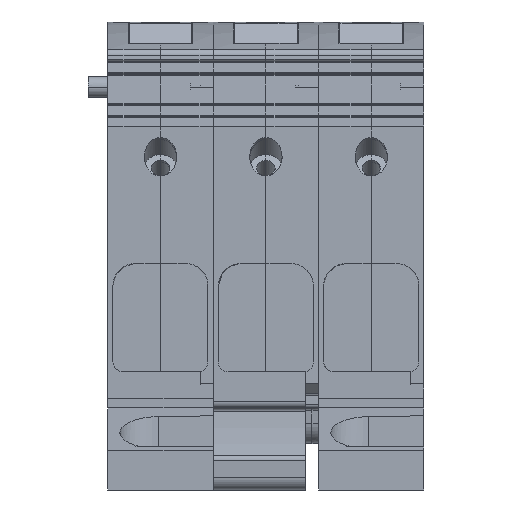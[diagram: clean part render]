
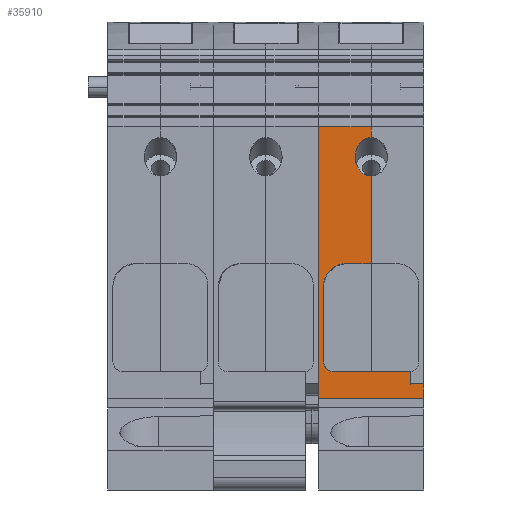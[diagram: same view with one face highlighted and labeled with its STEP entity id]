
A CAD part, front view. The second image highlights one B-rep face of the part: STEP entity #35910.
In plain terms, the highlighted planar face has unit normal (0, -1, 0).
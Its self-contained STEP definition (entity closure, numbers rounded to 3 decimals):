
#34348=AXIS2_PLACEMENT_3D('Plane Axis2P3D',#34345,#34346,#34347) ;
#35793=AXIS2_PLACEMENT_3D('Circle Axis2P3D',#35791,#35792,$) ;
#35800=AXIS2_PLACEMENT_3D('Circle Axis2P3D',#35798,#35799,$) ;
#34345=CARTESIAN_POINT('Axis2P3D Location',(35.,17.,13.45)) ;
#34354=CARTESIAN_POINT('Vertex',(35.,17.,13.95)) ;
#34361=CARTESIAN_POINT('Vertex',(51.,17.,13.95)) ;
#34364=CARTESIAN_POINT('Line Origine',(43.,17.,13.95)) ;
#34525=CARTESIAN_POINT('Vertex',(51.,17.,16.1)) ;
#34528=CARTESIAN_POINT('Line Origine',(51.,17.,15.025)) ;
#35238=CARTESIAN_POINT('Line Origine',(35.,17.,34.558)) ;
#35242=CARTESIAN_POINT('Vertex',(35.,17.,55.165)) ;
#35770=CARTESIAN_POINT('Line Origine',(50.,17.,16.1)) ;
#35774=CARTESIAN_POINT('Vertex',(49.,17.,16.1)) ;
#35777=CARTESIAN_POINT('Line Origine',(49.,17.,17.025)) ;
#35781=CARTESIAN_POINT('Vertex',(49.,17.,17.95)) ;
#35784=CARTESIAN_POINT('Line Origine',(43.148,17.,17.95)) ;
#35788=CARTESIAN_POINT('Vertex',(37.295,17.,17.95)) ;
#35791=CARTESIAN_POINT('Axis2P3D Location',(37.295,17.,19.46)) ;
#35795=CARTESIAN_POINT('Vertex',(36.23,17.,18.39)) ;
#35798=CARTESIAN_POINT('Axis2P3D Location',(37.284,17.,19.451)) ;
#35802=CARTESIAN_POINT('Vertex',(35.788,17.,19.45)) ;
#35805=CARTESIAN_POINT('Line Origine',(35.788,17.,25.24)) ;
#35809=CARTESIAN_POINT('Vertex',(35.788,17.,31.03)) ;
#35813=CARTESIAN_POINT('Control Point',(35.788,17.,31.03)) ;
#35814=CARTESIAN_POINT('Control Point',(35.788,17.,31.384)) ;
#35815=CARTESIAN_POINT('Control Point',(35.837,17.,31.738)) ;
#35816=CARTESIAN_POINT('Control Point',(35.933,17.,32.084)) ;
#35817=CARTESIAN_POINT('Control Point',(36.218,17.,32.746)) ;
#35818=CARTESIAN_POINT('Control Point',(36.665,17.,33.313)) ;
#35819=CARTESIAN_POINT('Control Point',(36.927,17.,33.567)) ;
#35820=CARTESIAN_POINT('Control Point',(37.363,17.,33.891)) ;
#35821=CARTESIAN_POINT('Control Point',(37.851,17.,34.12)) ;
#35822=CARTESIAN_POINT('Control Point',(38.017,17.,34.184)) ;
#35823=CARTESIAN_POINT('Control Point',(38.326,17.,34.282)) ;
#35824=CARTESIAN_POINT('Control Point',(38.646,17.,34.34)) ;
#35825=CARTESIAN_POINT('Control Point',(38.792,17.,34.358)) ;
#35826=CARTESIAN_POINT('Control Point',(38.939,17.,34.367)) ;
#35827=CARTESIAN_POINT('Control Point',(39.085,17.,34.368)) ;
#35828=CARTESIAN_POINT('Vertex',(39.085,17.,34.368)) ;
#35831=CARTESIAN_POINT('Line Origine',(41.043,17.,34.368)) ;
#35835=CARTESIAN_POINT('Vertex',(43.,17.,34.368)) ;
#35838=CARTESIAN_POINT('Line Origine',(43.,17.,41.015)) ;
#35842=CARTESIAN_POINT('Vertex',(43.,17.,47.663)) ;
#35846=CARTESIAN_POINT('Control Point',(43.,17.,47.663)) ;
#35847=CARTESIAN_POINT('Control Point',(42.787,17.,47.663)) ;
#35848=CARTESIAN_POINT('Control Point',(42.574,17.,47.691)) ;
#35849=CARTESIAN_POINT('Control Point',(42.366,17.,47.746)) ;
#35850=CARTESIAN_POINT('Control Point',(41.952,17.,47.913)) ;
#35851=CARTESIAN_POINT('Control Point',(41.59,17.,48.174)) ;
#35852=CARTESIAN_POINT('Control Point',(41.419,17.,48.332)) ;
#35853=CARTESIAN_POINT('Control Point',(41.037,17.,48.768)) ;
#35854=CARTESIAN_POINT('Control Point',(40.773,17.,49.289)) ;
#35855=CARTESIAN_POINT('Control Point',(40.659,17.,49.621)) ;
#35856=CARTESIAN_POINT('Control Point',(40.577,17.,50.018)) ;
#35857=CARTESIAN_POINT('Control Point',(40.553,17.,50.419)) ;
#35858=CARTESIAN_POINT('Control Point',(40.551,17.,50.474)) ;
#35859=CARTESIAN_POINT('Control Point',(40.55,17.,50.529)) ;
#35860=CARTESIAN_POINT('Control Point',(40.55,17.,50.585)) ;
#35861=CARTESIAN_POINT('Vertex',(40.55,17.,50.585)) ;
#35865=CARTESIAN_POINT('Control Point',(40.55,17.,50.585)) ;
#35866=CARTESIAN_POINT('Control Point',(40.55,17.,50.937)) ;
#35867=CARTESIAN_POINT('Control Point',(40.594,17.,51.289)) ;
#35868=CARTESIAN_POINT('Control Point',(40.684,17.,51.634)) ;
#35869=CARTESIAN_POINT('Control Point',(40.935,17.,52.252)) ;
#35870=CARTESIAN_POINT('Control Point',(41.345,17.,52.777)) ;
#35871=CARTESIAN_POINT('Control Point',(41.57,17.,52.995)) ;
#35872=CARTESIAN_POINT('Control Point',(41.981,17.,53.281)) ;
#35873=CARTESIAN_POINT('Control Point',(42.449,17.,53.443)) ;
#35874=CARTESIAN_POINT('Control Point',(42.63,17.,53.485)) ;
#35875=CARTESIAN_POINT('Control Point',(42.815,17.,53.506)) ;
#35876=CARTESIAN_POINT('Control Point',(43.,17.,53.506)) ;
#35877=CARTESIAN_POINT('Vertex',(43.,17.,53.506)) ;
#35880=CARTESIAN_POINT('Line Origine',(43.,17.,54.336)) ;
#35884=CARTESIAN_POINT('Vertex',(43.,17.,55.165)) ;
#35887=CARTESIAN_POINT('Line Origine',(39.,17.,55.165)) ;
#34346=DIRECTION('Axis2P3D Direction',(0.,1.,0.)) ;
#34347=DIRECTION('Axis2P3D XDirection',(0.,0.,1.)) ;
#34365=DIRECTION('Vector Direction',(1.,0.,0.)) ;
#34529=DIRECTION('Vector Direction',(0.,0.,-1.)) ;
#35239=DIRECTION('Vector Direction',(0.,0.,-1.)) ;
#35771=DIRECTION('Vector Direction',(1.,0.,0.)) ;
#35778=DIRECTION('Vector Direction',(0.,0.,1.)) ;
#35785=DIRECTION('Vector Direction',(-1.,0.,0.)) ;
#35792=DIRECTION('Axis2P3D Direction',(0.,1.,0.)) ;
#35799=DIRECTION('Axis2P3D Direction',(0.,1.,0.)) ;
#35806=DIRECTION('Vector Direction',(0.,0.,-1.)) ;
#35832=DIRECTION('Vector Direction',(-1.,0.,0.)) ;
#35839=DIRECTION('Vector Direction',(0.,0.,-1.)) ;
#35881=DIRECTION('Vector Direction',(0.,0.,-1.)) ;
#35888=DIRECTION('Vector Direction',(-1.,0.,0.)) ;
#34366=VECTOR('Line Direction',#34365,1.) ;
#34530=VECTOR('Line Direction',#34529,1.) ;
#35240=VECTOR('Line Direction',#35239,1.) ;
#35772=VECTOR('Line Direction',#35771,1.) ;
#35779=VECTOR('Line Direction',#35778,1.) ;
#35786=VECTOR('Line Direction',#35785,1.) ;
#35807=VECTOR('Line Direction',#35806,1.) ;
#35833=VECTOR('Line Direction',#35832,1.) ;
#35840=VECTOR('Line Direction',#35839,1.) ;
#35882=VECTOR('Line Direction',#35881,1.) ;
#35889=VECTOR('Line Direction',#35888,1.) ;
#35893=ORIENTED_EDGE('',*,*,#35244,.F.) ;
#35894=ORIENTED_EDGE('',*,*,#34368,.T.) ;
#35895=ORIENTED_EDGE('',*,*,#34532,.T.) ;
#35896=ORIENTED_EDGE('',*,*,#35776,.F.) ;
#35897=ORIENTED_EDGE('',*,*,#35783,.F.) ;
#35898=ORIENTED_EDGE('',*,*,#35790,.T.) ;
#35899=ORIENTED_EDGE('',*,*,#35797,.T.) ;
#35900=ORIENTED_EDGE('',*,*,#35804,.T.) ;
#35901=ORIENTED_EDGE('',*,*,#35811,.F.) ;
#35902=ORIENTED_EDGE('',*,*,#35830,.T.) ;
#35903=ORIENTED_EDGE('',*,*,#35837,.F.) ;
#35904=ORIENTED_EDGE('',*,*,#35844,.F.) ;
#35905=ORIENTED_EDGE('',*,*,#35863,.T.) ;
#35906=ORIENTED_EDGE('',*,*,#35879,.T.) ;
#35907=ORIENTED_EDGE('',*,*,#35886,.F.) ;
#35908=ORIENTED_EDGE('',*,*,#35891,.F.) ;
#35910=ADVANCED_FACE('MLD L 3',(#35909),#34349,.F.) ;
#35812=B_SPLINE_CURVE_WITH_KNOTS('',5,(#35813,#35814,#35815,#35816,#35817,#35818,#35819,#35820,#35821,#35822,#35823,#35824,#35825,#35826,#35827),.UNSPECIFIED.,.F.,.U.,(6,3,3,3,6),(0.,2.524,5.081,6.334,7.371),.UNSPECIFIED.) ;
#35845=B_SPLINE_CURVE_WITH_KNOTS('',5,(#35846,#35847,#35848,#35849,#35850,#35851,#35852,#35853,#35854,#35855,#35856,#35857,#35858,#35859,#35860),.UNSPECIFIED.,.F.,.U.,(6,3,3,3,6),(0.,1.508,3.139,5.596,5.986),.UNSPECIFIED.) ;
#35864=B_SPLINE_CURVE_WITH_KNOTS('',5,(#35865,#35866,#35867,#35868,#35869,#35870,#35871,#35872,#35873,#35874,#35875,#35876),.UNSPECIFIED.,.F.,.U.,(6,3,3,6),(0.,2.496,4.68,5.99),.UNSPECIFIED.) ;
#35794=CIRCLE('generated circle',#35793,1.51) ;
#35801=CIRCLE('generated circle',#35800,1.496) ;
#34368=EDGE_CURVE('',#34355,#34362,#34367,.T.) ;
#34532=EDGE_CURVE('',#34362,#34526,#34531,.F.) ;
#35244=EDGE_CURVE('',#34355,#35243,#35241,.F.) ;
#35776=EDGE_CURVE('',#35775,#34526,#35773,.T.) ;
#35783=EDGE_CURVE('',#35782,#35775,#35780,.F.) ;
#35790=EDGE_CURVE('',#35782,#35789,#35787,.T.) ;
#35797=EDGE_CURVE('',#35789,#35796,#35794,.T.) ;
#35804=EDGE_CURVE('',#35796,#35803,#35801,.T.) ;
#35811=EDGE_CURVE('',#35810,#35803,#35808,.T.) ;
#35830=EDGE_CURVE('',#35810,#35829,#35812,.T.) ;
#35837=EDGE_CURVE('',#35836,#35829,#35834,.T.) ;
#35844=EDGE_CURVE('',#35843,#35836,#35841,.T.) ;
#35863=EDGE_CURVE('',#35843,#35862,#35845,.T.) ;
#35879=EDGE_CURVE('',#35862,#35878,#35864,.T.) ;
#35886=EDGE_CURVE('',#35885,#35878,#35883,.T.) ;
#35891=EDGE_CURVE('',#35243,#35885,#35890,.F.) ;
#35892=EDGE_LOOP('',(#35893,#35894,#35895,#35896,#35897,#35898,#35899,#35900,#35901,#35902,#35903,#35904,#35905,#35906,#35907,#35908)) ;
#35909=FACE_OUTER_BOUND('',#35892,.T.) ;
#34367=LINE('Line',#34364,#34366) ;
#34531=LINE('Line',#34528,#34530) ;
#35241=LINE('Line',#35238,#35240) ;
#35773=LINE('Line',#35770,#35772) ;
#35780=LINE('Line',#35777,#35779) ;
#35787=LINE('Line',#35784,#35786) ;
#35808=LINE('Line',#35805,#35807) ;
#35834=LINE('Line',#35831,#35833) ;
#35841=LINE('Line',#35838,#35840) ;
#35883=LINE('Line',#35880,#35882) ;
#35890=LINE('Line',#35887,#35889) ;
#34349=PLANE('',#34348) ;
#34355=VERTEX_POINT('',#34354) ;
#34362=VERTEX_POINT('',#34361) ;
#34526=VERTEX_POINT('',#34525) ;
#35243=VERTEX_POINT('',#35242) ;
#35775=VERTEX_POINT('',#35774) ;
#35782=VERTEX_POINT('',#35781) ;
#35789=VERTEX_POINT('',#35788) ;
#35796=VERTEX_POINT('',#35795) ;
#35803=VERTEX_POINT('',#35802) ;
#35810=VERTEX_POINT('',#35809) ;
#35829=VERTEX_POINT('',#35828) ;
#35836=VERTEX_POINT('',#35835) ;
#35843=VERTEX_POINT('',#35842) ;
#35862=VERTEX_POINT('',#35861) ;
#35878=VERTEX_POINT('',#35877) ;
#35885=VERTEX_POINT('',#35884) ;
